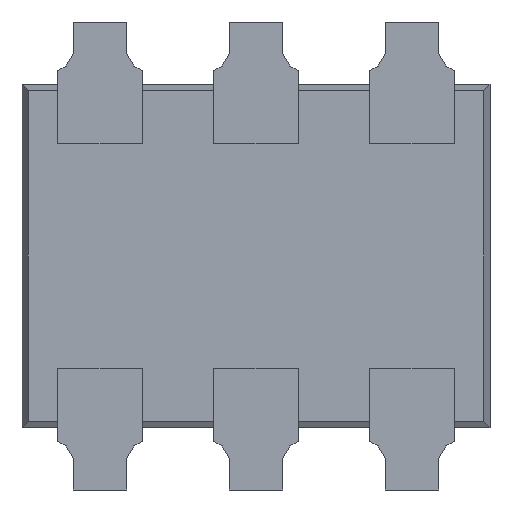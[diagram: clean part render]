
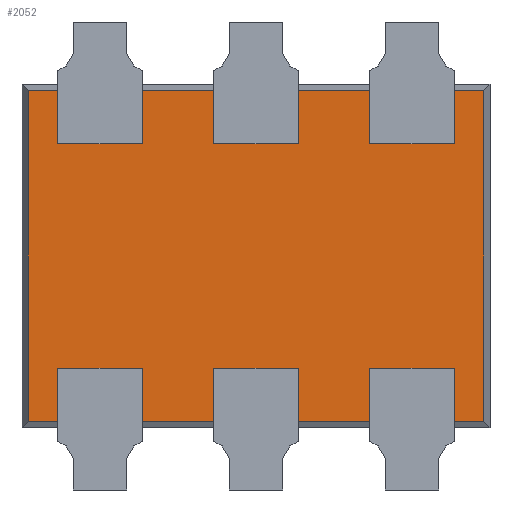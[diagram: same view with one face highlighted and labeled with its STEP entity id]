
A CAD part, front view. The second image highlights one B-rep face of the part: STEP entity #2052.
In plain terms, the highlighted planar face has unit normal (0, -1, 0).
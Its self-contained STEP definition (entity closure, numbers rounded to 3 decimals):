
#27=FACE_OUTER_BOUND('',#139,.T.);
#139=EDGE_LOOP('',(#1286,#1287,#1288,#1289,#1290,#1291,#1292,#1293,#1294,
#1295,#1296,#1297,#1298,#1299,#1300,#1301,#1302,#1303,#1304,#1305,#1306,
#1307,#1308,#1309,#1310,#1311,#1312,#1313));
#247=LINE('',#2802,#525);
#251=LINE('',#2811,#529);
#255=LINE('',#2820,#533);
#259=LINE('',#2829,#537);
#263=LINE('',#2838,#541);
#265=LINE('',#2844,#543);
#272=LINE('',#2860,#550);
#273=LINE('',#2861,#551);
#274=LINE('',#2863,#552);
#275=LINE('',#2865,#553);
#276=LINE('',#2866,#554);
#277=LINE('',#2868,#555);
#278=LINE('',#2870,#556);
#279=LINE('',#2872,#557);
#280=LINE('',#2874,#558);
#281=LINE('',#2875,#559);
#282=LINE('',#2877,#560);
#283=LINE('',#2879,#561);
#284=LINE('',#2880,#562);
#285=LINE('',#2882,#563);
#286=LINE('',#2884,#564);
#287=LINE('',#2885,#565);
#288=LINE('',#2887,#566);
#289=LINE('',#2889,#567);
#290=LINE('',#2891,#568);
#291=LINE('',#2893,#569);
#292=LINE('',#2894,#570);
#293=LINE('',#2895,#571);
#525=VECTOR('',#2296,1000.);
#529=VECTOR('',#2302,1000.);
#533=VECTOR('',#2308,1000.);
#537=VECTOR('',#2314,1000.);
#541=VECTOR('',#2320,1000.);
#543=VECTOR('',#2324,1000.);
#550=VECTOR('',#2335,1000.);
#551=VECTOR('',#2336,1000.);
#552=VECTOR('',#2337,1000.);
#553=VECTOR('',#2338,1000.);
#554=VECTOR('',#2339,1000.);
#555=VECTOR('',#2340,1000.);
#556=VECTOR('',#2341,1000.);
#557=VECTOR('',#2342,1000.);
#558=VECTOR('',#2343,1000.);
#559=VECTOR('',#2344,1000.);
#560=VECTOR('',#2345,1000.);
#561=VECTOR('',#2346,1000.);
#562=VECTOR('',#2347,1000.);
#563=VECTOR('',#2348,1000.);
#564=VECTOR('',#2349,1000.);
#565=VECTOR('',#2350,1000.);
#566=VECTOR('',#2351,1000.);
#567=VECTOR('',#2352,1000.);
#568=VECTOR('',#2353,1000.);
#569=VECTOR('',#2354,1000.);
#570=VECTOR('',#2355,1000.);
#571=VECTOR('',#2356,1000.);
#801=VERTEX_POINT('',#2796);
#803=VERTEX_POINT('',#2800);
#805=VERTEX_POINT('',#2805);
#807=VERTEX_POINT('',#2809);
#809=VERTEX_POINT('',#2814);
#811=VERTEX_POINT('',#2818);
#813=VERTEX_POINT('',#2823);
#815=VERTEX_POINT('',#2827);
#817=VERTEX_POINT('',#2832);
#819=VERTEX_POINT('',#2836);
#820=VERTEX_POINT('',#2840);
#822=VERTEX_POINT('',#2843);
#828=VERTEX_POINT('',#2858);
#829=VERTEX_POINT('',#2859);
#830=VERTEX_POINT('',#2862);
#831=VERTEX_POINT('',#2864);
#832=VERTEX_POINT('',#2867);
#833=VERTEX_POINT('',#2869);
#834=VERTEX_POINT('',#2871);
#835=VERTEX_POINT('',#2873);
#836=VERTEX_POINT('',#2876);
#837=VERTEX_POINT('',#2878);
#838=VERTEX_POINT('',#2881);
#839=VERTEX_POINT('',#2883);
#840=VERTEX_POINT('',#2886);
#841=VERTEX_POINT('',#2888);
#842=VERTEX_POINT('',#2890);
#843=VERTEX_POINT('',#2892);
#983=EDGE_CURVE('',#801,#803,#247,.T.);
#987=EDGE_CURVE('',#805,#807,#251,.T.);
#991=EDGE_CURVE('',#809,#811,#255,.T.);
#995=EDGE_CURVE('',#813,#815,#259,.T.);
#999=EDGE_CURVE('',#817,#819,#263,.T.);
#1001=EDGE_CURVE('',#822,#820,#265,.T.);
#1008=EDGE_CURVE('',#828,#829,#272,.T.);
#1009=EDGE_CURVE('',#828,#801,#273,.T.);
#1010=EDGE_CURVE('',#830,#803,#274,.T.);
#1011=EDGE_CURVE('',#831,#830,#275,.T.);
#1012=EDGE_CURVE('',#831,#805,#276,.T.);
#1013=EDGE_CURVE('',#807,#832,#277,.T.);
#1014=EDGE_CURVE('',#832,#833,#278,.T.);
#1015=EDGE_CURVE('',#834,#833,#279,.T.);
#1016=EDGE_CURVE('',#835,#834,#280,.T.);
#1017=EDGE_CURVE('',#809,#835,#281,.T.);
#1018=EDGE_CURVE('',#836,#811,#282,.T.);
#1019=EDGE_CURVE('',#837,#836,#283,.T.);
#1020=EDGE_CURVE('',#813,#837,#284,.T.);
#1021=EDGE_CURVE('',#838,#815,#285,.T.);
#1022=EDGE_CURVE('',#839,#838,#286,.T.);
#1023=EDGE_CURVE('',#817,#839,#287,.T.);
#1024=EDGE_CURVE('',#819,#840,#288,.T.);
#1025=EDGE_CURVE('',#840,#841,#289,.T.);
#1026=EDGE_CURVE('',#842,#841,#290,.T.);
#1027=EDGE_CURVE('',#843,#842,#291,.T.);
#1028=EDGE_CURVE('',#822,#843,#292,.T.);
#1029=EDGE_CURVE('',#829,#820,#293,.T.);
#1286=ORIENTED_EDGE('',*,*,#1008,.F.);
#1287=ORIENTED_EDGE('',*,*,#1009,.T.);
#1288=ORIENTED_EDGE('',*,*,#983,.T.);
#1289=ORIENTED_EDGE('',*,*,#1010,.F.);
#1290=ORIENTED_EDGE('',*,*,#1011,.F.);
#1291=ORIENTED_EDGE('',*,*,#1012,.T.);
#1292=ORIENTED_EDGE('',*,*,#987,.T.);
#1293=ORIENTED_EDGE('',*,*,#1013,.T.);
#1294=ORIENTED_EDGE('',*,*,#1014,.T.);
#1295=ORIENTED_EDGE('',*,*,#1015,.F.);
#1296=ORIENTED_EDGE('',*,*,#1016,.F.);
#1297=ORIENTED_EDGE('',*,*,#1017,.F.);
#1298=ORIENTED_EDGE('',*,*,#991,.T.);
#1299=ORIENTED_EDGE('',*,*,#1018,.F.);
#1300=ORIENTED_EDGE('',*,*,#1019,.F.);
#1301=ORIENTED_EDGE('',*,*,#1020,.F.);
#1302=ORIENTED_EDGE('',*,*,#995,.T.);
#1303=ORIENTED_EDGE('',*,*,#1021,.F.);
#1304=ORIENTED_EDGE('',*,*,#1022,.F.);
#1305=ORIENTED_EDGE('',*,*,#1023,.F.);
#1306=ORIENTED_EDGE('',*,*,#999,.T.);
#1307=ORIENTED_EDGE('',*,*,#1024,.T.);
#1308=ORIENTED_EDGE('',*,*,#1025,.T.);
#1309=ORIENTED_EDGE('',*,*,#1026,.F.);
#1310=ORIENTED_EDGE('',*,*,#1027,.F.);
#1311=ORIENTED_EDGE('',*,*,#1028,.F.);
#1312=ORIENTED_EDGE('',*,*,#1001,.T.);
#1313=ORIENTED_EDGE('',*,*,#1029,.F.);
#1821=PLANE('',#2184);
#2052=ADVANCED_FACE('',(#27),#1821,.F.);
#2184=AXIS2_PLACEMENT_3D('',#2857,#2333,#2334);
#2296=DIRECTION('',(-1.,0.,0.));
#2302=DIRECTION('',(-1.,0.,0.));
#2308=DIRECTION('',(1.,0.,0.));
#2314=DIRECTION('',(1.,0.,0.));
#2320=DIRECTION('',(1.,0.,0.));
#2324=DIRECTION('',(-1.,0.,0.));
#2333=DIRECTION('center_axis',(0.,1.,0.));
#2334=DIRECTION('ref_axis',(0.,0.,1.));
#2335=DIRECTION('',(1.,0.,0.));
#2336=DIRECTION('',(0.,0.,1.));
#2337=DIRECTION('',(0.,0.,1.));
#2338=DIRECTION('',(1.,0.,0.));
#2339=DIRECTION('',(0.,0.,1.));
#2340=DIRECTION('',(0.,0.,-1.));
#2341=DIRECTION('',(1.,0.,0.));
#2342=DIRECTION('',(0.,0.,-1.));
#2343=DIRECTION('',(-1.,0.,0.));
#2344=DIRECTION('',(0.,0.,1.));
#2345=DIRECTION('',(0.,0.,-1.));
#2346=DIRECTION('',(-1.,0.,0.));
#2347=DIRECTION('',(0.,0.,1.));
#2348=DIRECTION('',(0.,0.,-1.));
#2349=DIRECTION('',(-1.,0.,0.));
#2350=DIRECTION('',(0.,0.,1.));
#2351=DIRECTION('',(0.,0.,1.));
#2352=DIRECTION('',(-1.,0.,0.));
#2353=DIRECTION('',(0.,0.,1.));
#2354=DIRECTION('',(1.,0.,0.));
#2355=DIRECTION('',(0.,0.,-1.));
#2356=DIRECTION('',(0.,0.,1.));
#2796=CARTESIAN_POINT('',(-0.135,-0.225,0.53));
#2800=CARTESIAN_POINT('',(-0.365,-0.225,0.53));
#2802=CARTESIAN_POINT('',(0.,-0.225,0.53));
#2805=CARTESIAN_POINT('',(-0.635,-0.225,0.53));
#2809=CARTESIAN_POINT('',(-0.73,-0.225,0.53));
#2811=CARTESIAN_POINT('',(0.,-0.225,0.53));
#2814=CARTESIAN_POINT('',(-0.365,-0.225,-0.53));
#2818=CARTESIAN_POINT('',(-0.135,-0.225,-0.53));
#2820=CARTESIAN_POINT('',(0.,-0.225,-0.53));
#2823=CARTESIAN_POINT('',(0.135,-0.225,-0.53));
#2827=CARTESIAN_POINT('',(0.365,-0.225,-0.53));
#2829=CARTESIAN_POINT('',(0.,-0.225,-0.53));
#2832=CARTESIAN_POINT('',(0.635,-0.225,-0.53));
#2836=CARTESIAN_POINT('',(0.73,-0.225,-0.53));
#2838=CARTESIAN_POINT('',(0.,-0.225,-0.53));
#2840=CARTESIAN_POINT('',(0.135,-0.225,0.53));
#2843=CARTESIAN_POINT('',(0.365,-0.225,0.53));
#2844=CARTESIAN_POINT('',(0.,-0.225,0.53));
#2857=CARTESIAN_POINT('Origin',(0.,-0.225,0.));
#2858=CARTESIAN_POINT('',(-0.135,-0.225,0.36));
#2859=CARTESIAN_POINT('',(0.135,-0.225,0.36));
#2860=CARTESIAN_POINT('',(-0.135,-0.225,0.36));
#2861=CARTESIAN_POINT('',(-0.135,-0.225,0.));
#2862=CARTESIAN_POINT('',(-0.365,-0.225,0.36));
#2863=CARTESIAN_POINT('',(-0.365,-0.225,0.36));
#2864=CARTESIAN_POINT('',(-0.635,-0.225,0.36));
#2865=CARTESIAN_POINT('',(-0.635,-0.225,0.36));
#2866=CARTESIAN_POINT('',(-0.635,-0.225,0.));
#2867=CARTESIAN_POINT('',(-0.73,-0.225,-0.53));
#2868=CARTESIAN_POINT('',(-0.73,-0.225,0.));
#2869=CARTESIAN_POINT('',(-0.635,-0.225,-0.53));
#2870=CARTESIAN_POINT('',(0.,-0.225,-0.53));
#2871=CARTESIAN_POINT('',(-0.635,-0.225,-0.36));
#2872=CARTESIAN_POINT('',(-0.635,-0.225,-0.36));
#2873=CARTESIAN_POINT('',(-0.365,-0.225,-0.36));
#2874=CARTESIAN_POINT('',(-0.635,-0.225,-0.36));
#2875=CARTESIAN_POINT('',(-0.365,-0.225,-0.36));
#2876=CARTESIAN_POINT('',(-0.135,-0.225,-0.36));
#2877=CARTESIAN_POINT('',(-0.135,-0.225,-0.36));
#2878=CARTESIAN_POINT('',(0.135,-0.225,-0.36));
#2879=CARTESIAN_POINT('',(-0.135,-0.225,-0.36));
#2880=CARTESIAN_POINT('',(0.135,-0.225,-0.36));
#2881=CARTESIAN_POINT('',(0.365,-0.225,-0.36));
#2882=CARTESIAN_POINT('',(0.365,-0.225,-0.36));
#2883=CARTESIAN_POINT('',(0.635,-0.225,-0.36));
#2884=CARTESIAN_POINT('',(0.365,-0.225,-0.36));
#2885=CARTESIAN_POINT('',(0.635,-0.225,-0.36));
#2886=CARTESIAN_POINT('',(0.73,-0.225,0.53));
#2887=CARTESIAN_POINT('',(0.73,-0.225,0.));
#2888=CARTESIAN_POINT('',(0.635,-0.225,0.53));
#2889=CARTESIAN_POINT('',(0.,-0.225,0.53));
#2890=CARTESIAN_POINT('',(0.635,-0.225,0.36));
#2891=CARTESIAN_POINT('',(0.635,-0.225,0.36));
#2892=CARTESIAN_POINT('',(0.365,-0.225,0.36));
#2893=CARTESIAN_POINT('',(0.365,-0.225,0.36));
#2894=CARTESIAN_POINT('',(0.365,-0.225,0.36));
#2895=CARTESIAN_POINT('',(0.135,-0.225,0.36));
